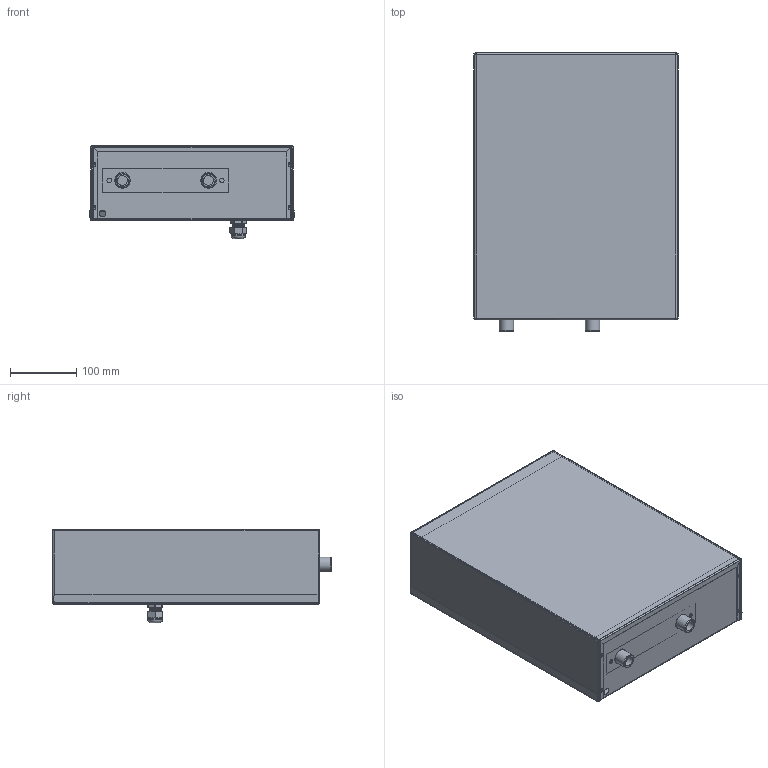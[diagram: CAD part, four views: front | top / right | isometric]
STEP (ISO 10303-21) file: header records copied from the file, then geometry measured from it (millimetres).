
FILE_DESCRIPTION( ( 'Unknown' ), '1' );
FILE_NAME( 'EXW06U12200040.stp', 'Unknown', ( 'Unknown' ), ( 'Unknown' ), 'PSStep 14.0', 'Unknown', ' ' );
FILE_SCHEMA( ( 'AUTOMOTIVE_DESIGN { 1 0 10303 214 1 1 1 1 }' ) );
Length unit declared in the file: millimetre
Products named in the file (19): A060004; G3-8FF; A060060; Isolante pannello 110 x 402 x 3; Isolante pannello 110 x 402 x 3-oa4; A060055; INSERTO-M6_ES_CH_C-BORDO; INSERTO-M6_ES_CH_C-BORDO-oa0; INSERTO-M6_ES_CH_C-BORDO-oa1; INSERTO-M6_ES_CH_C-BORDO-oa2; Isolante telaio 290 x 70 x 3; Deflettore telaio; RIVETTO SVASATO_4x10 _ 1201800391; RIVETTO SVASATO_4x10 _ 1201800391-oa3; Assem1; PRESSACAVO OBO PG11 _ 0354001022
Assembly tree (19 placements, depth 3):
  Assem1
    PRESSACAVO OBO PG11 _ 0354001022
    A060055
      A060055
      INSERTO-M6_ES_CH_C-BORDO
      INSERTO-M6_ES_CH_C-BORDO-oa0
      INSERTO-M6_ES_CH_C-BORDO-oa1
      INSERTO-M6_ES_CH_C-BORDO-oa2
      Isolante telaio 290 x 70 x 3
      Deflettore telaio
      RIVETTO SVASATO_4x10 _ 1201800391
      RIVETTO SVASATO_4x10 _ 1201800391-oa3
    A060004
      G3-8FF  x2
      A060004
    A060060
      A060060
      Isolante pannello 110 x 402 x 3
      Isolante pannello 110 x 402 x 3-oa4
Bounding box: 309.49 x 420.2 x 141 mm (x, y, z)
Volume: 732928 mm3; surface area: 1090637.9 mm2
Topology: 16 solids, 16 shells, 781 faces, 2115 edges, 1360 vertices
Faces by surface type: plane 454, cylinder 254, cone 46, bspline 18, torus 5, sphere 4
Full cylindrical faces by diameter (mm): 2 x2, 3.5 x3, 3.85 x2, 4.5 x4, 4.917 x4, 7 x4, 8 x4, 10 x2, 12 x4, 13.2 x1, 14.95 x2, 16 x1, 19 x1, 21.5 x2, 22 x3, 24 x2, 26 x1
Entity records: 34055 total; most frequent: CARTESIAN_POINT 7911, DIRECTION 4007, ORIENTED_EDGE 3956, EDGE_CURVE 1978, LINE 1339, VECTOR 1339, AXIS2_PLACEMENT_3D 1334, VERTEX_POINT 1312
